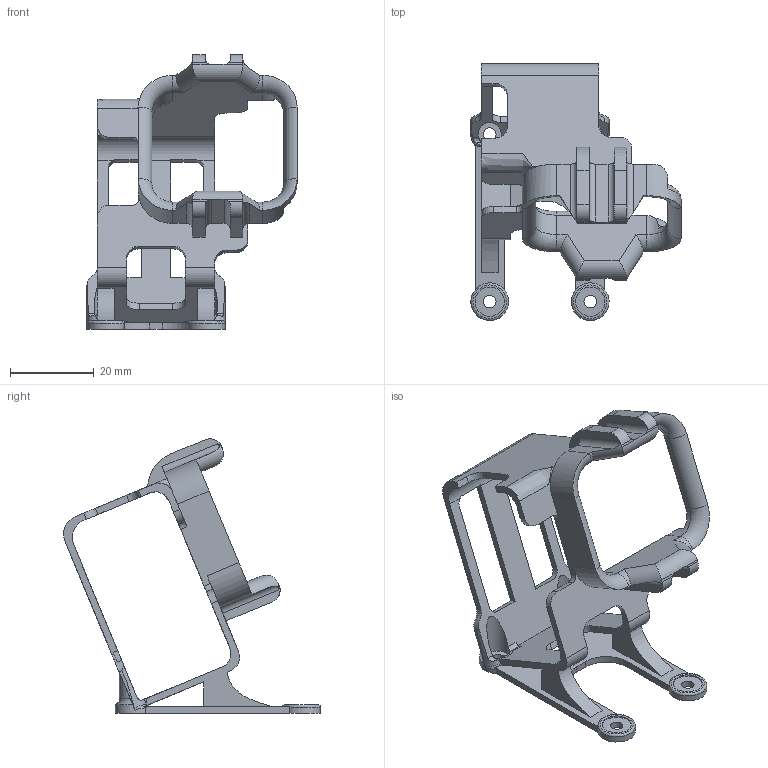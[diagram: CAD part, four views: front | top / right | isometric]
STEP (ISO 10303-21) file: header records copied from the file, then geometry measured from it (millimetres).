
FILE_DESCRIPTION(/* description */ (''),/* implementation_level */ '2;1');
FILE_NAME(/* name */ 'Apex GoPro Mount 22.5° - Light v24.step',/* time_stamp */ '2020-10-17T20:35:30+02:00',/* author */ (''),/* organization */ (''),/* preprocessor_version */ 'ST-DEVELOPER v18.1',/* originating_system */ 'Autodesk Translation Framework v9.3.0.1241',/* authorisation */ '');
FILE_SCHEMA (('AUTOMOTIVE_DESIGN { 1 0 10303 214 3 1 1 }'));
Length unit declared in the file: millimetre
Products named in the file (1): Apex GoPro Mount 22.5° - Light
Bounding box: 50.2 x 61.32 x 65.56 mm (x, y, z)
Volume: 10202.1 mm3; surface area: 11521.3 mm2
Topology: 1 solids, 1 shells, 238 faces, 688 edges, 440 vertices
Faces by surface type: plane 119, cylinder 96, torus 12, bspline 11
Full cylindrical faces by diameter (mm): 3 x4, 5.5 x2, 7 x2
Entity records: 8623 total; most frequent: CARTESIAN_POINT 2277, ORIENTED_EDGE 1368, DIRECTION 1309, EDGE_CURVE 684, AXIS2_PLACEMENT_3D 464, VERTEX_POINT 440, LINE 381, VECTOR 381
